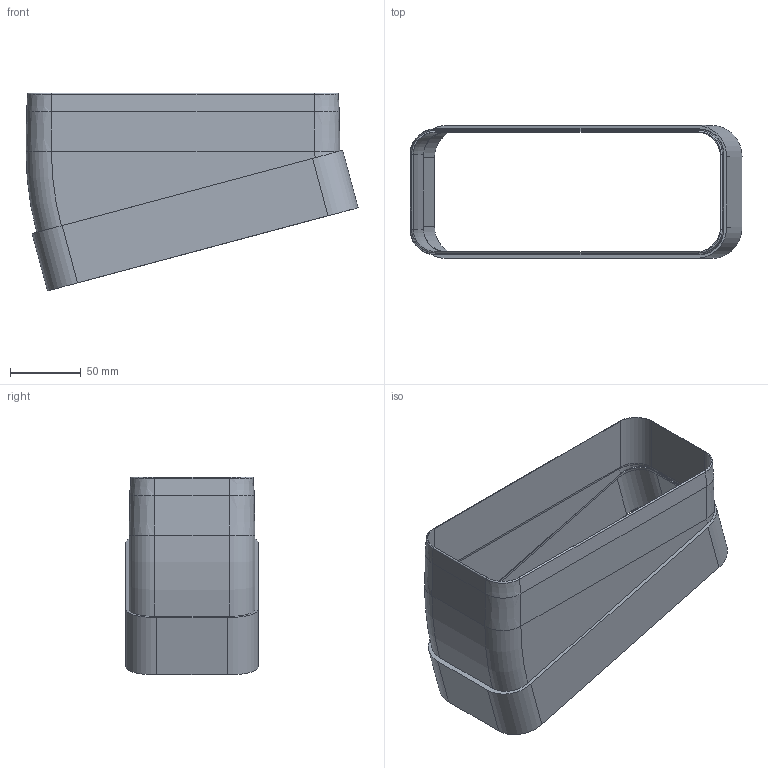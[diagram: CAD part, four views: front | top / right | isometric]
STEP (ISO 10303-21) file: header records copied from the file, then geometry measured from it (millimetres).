
FILE_DESCRIPTION(('STEP AP203'),'1');
FILE_NAME('4043007_V F-RBH Rohrbogen 15.STP','2019-02-27T09:41:42',(' '),(' '),'Spatial InterOp 3D',' ',' ');
FILE_SCHEMA(('CONFIG_CONTROL_DESIGN'));
Length unit declared in the file: millimetre
Products named in the file (1): 1
Bounding box: 234.8 x 94 x 139.95 mm (x, y, z)
Volume: 142444.2 mm3; surface area: 136349.4 mm2
Topology: 1 solids, 1 shells, 105 faces, 248 edges, 144 vertices
Faces by surface type: plane 42, cylinder 35, torus 20, cone 8
Entity records: 3144 total; most frequent: CARTESIAN_POINT 632, DIRECTION 566, ORIENTED_EDGE 492, EDGE_CURVE 246, AXIS2_PLACEMENT_3D 220, VERTEX_POINT 144, LINE 126, VECTOR 126
